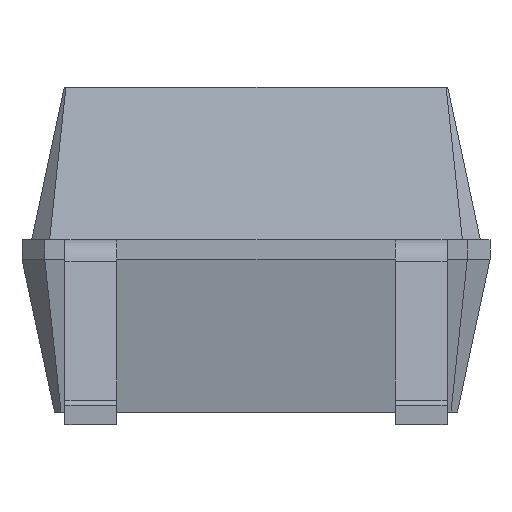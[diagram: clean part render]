
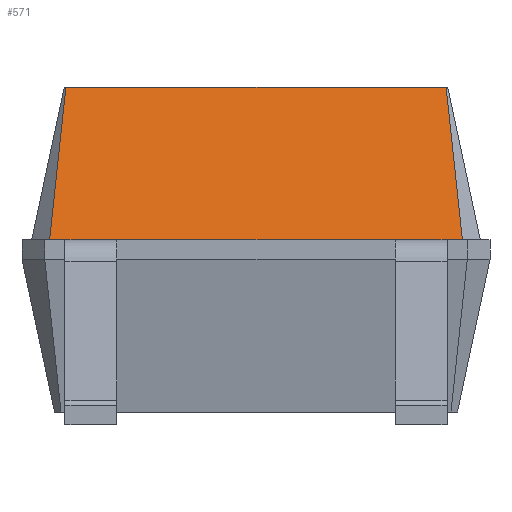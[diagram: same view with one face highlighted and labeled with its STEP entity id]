
A CAD part, left-side view. The second image highlights one B-rep face of the part: STEP entity #571.
In plain terms, the highlighted free-form (B-spline) face has degree [1, 1] with [2, 2] control points.
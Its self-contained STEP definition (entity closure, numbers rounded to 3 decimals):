
#86=VECTOR('',#87,1.);
#87=DIRECTION('',(0.,1.,0.));
#288=VERTEX_POINT('',#289);
#289=CARTESIAN_POINT('',(-2.125,1.588,1.425));
#292=EDGE_CURVE('',#293,#288,#295,.T.);
#293=VERTEX_POINT('',#294);
#294=CARTESIAN_POINT('',(-2.125,1.47,1.425));
#295=LINE('',#296,#86);
#296=CARTESIAN_POINT('',(-2.125,-1.588,1.425));
#564=EDGE_CURVE('',#565,#293,#295,.T.);
#565=VERTEX_POINT('',#566);
#566=CARTESIAN_POINT('',(-2.125,1.07,1.425));
#571=ADVANCED_FACE('',(#572),#600,.F.);
#572=FACE_BOUND('',#573,.F.);
#573=EDGE_LOOP('',(#574,#579,#583,#585,#586,#587,#592,#597));
#574=ORIENTED_EDGE('',*,*,#575,.T.);
#575=EDGE_CURVE('',#576,#577,#295,.T.);
#576=VERTEX_POINT('',#296);
#577=VERTEX_POINT('',#578);
#578=CARTESIAN_POINT('',(-2.125,-1.47,1.425));
#579=ORIENTED_EDGE('',*,*,#580,.T.);
#580=EDGE_CURVE('',#577,#581,#295,.T.);
#581=VERTEX_POINT('',#582);
#582=CARTESIAN_POINT('',(-2.125,-1.07,1.425));
#583=ORIENTED_EDGE('',*,*,#584,.T.);
#584=EDGE_CURVE('',#581,#565,#295,.T.);
#585=ORIENTED_EDGE('',*,*,#564,.T.);
#586=ORIENTED_EDGE('',*,*,#292,.T.);
#587=ORIENTED_EDGE('',*,*,#588,.T.);
#588=EDGE_CURVE('',#288,#589,#591,.T.);
#589=VERTEX_POINT('',#590);
#590=CARTESIAN_POINT('',(-1.875,1.463,2.6));
#591=B_SPLINE_CURVE_WITH_KNOTS('',1,(#289,#590),.UNSPECIFIED.,.F.,.F.,(2,2),(0.,1.),.PIECEWISE_BEZIER_KNOTS.);
#592=ORIENTED_EDGE('',*,*,#593,.F.);
#593=EDGE_CURVE('',#594,#589,#596,.T.);
#594=VERTEX_POINT('',#595);
#595=CARTESIAN_POINT('',(-1.875,-1.463,2.6));
#596=LINE('',#595,#86);
#597=ORIENTED_EDGE('',*,*,#598,.F.);
#598=EDGE_CURVE('',#576,#594,#599,.T.);
#599=B_SPLINE_CURVE_WITH_KNOTS('',1,(#296,#595),.UNSPECIFIED.,.F.,.F.,(2,2),(0.,1.),.PIECEWISE_BEZIER_KNOTS.);
#600=B_SPLINE_SURFACE_WITH_KNOTS('',1,1,((#296,#595),(#289,#590)),.UNSPECIFIED.,.F.,.F.,.F.,(2,2),(2,2),(0.,3.175),(0.,1.),.PIECEWISE_BEZIER_KNOTS.);
